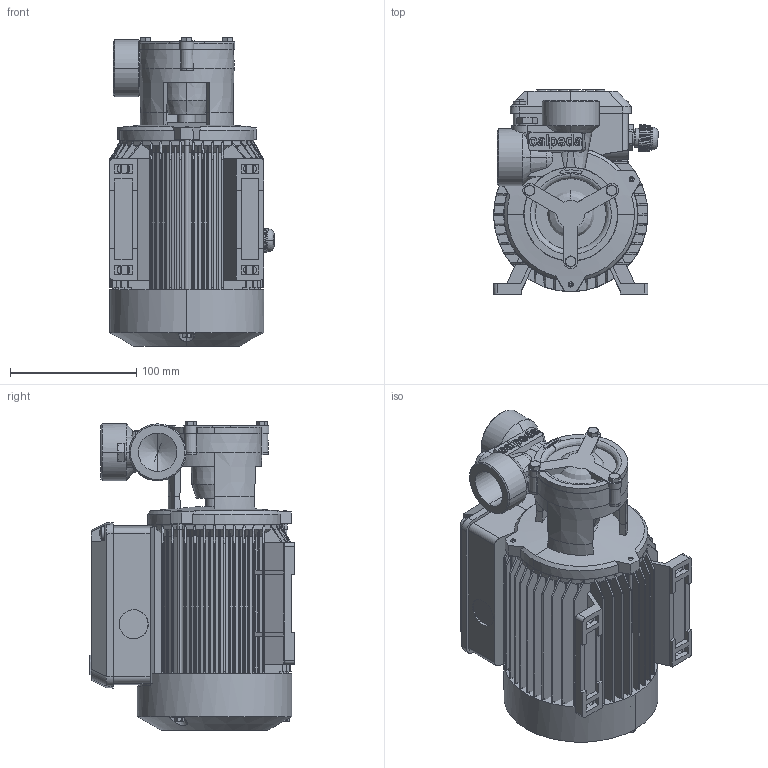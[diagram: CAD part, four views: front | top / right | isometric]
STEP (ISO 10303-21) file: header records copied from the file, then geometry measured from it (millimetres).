
FILE_DESCRIPTION (( 'STEP AP214' ), '1' );
FILE_NAME ('4_93_450_01_REV00.step', '2022-07-22T07:27:34', ( '' ), ( '' ), 'SwSTEP 2.0', 'SolidWorks 2020', '' );
FILE_SCHEMA (( 'AUTOMOTIVE_DESIGN' ));
Length unit declared in the file: millimetre
Products named in the file (2): 4_93_450_01_REV00; Copia di 4_93_450_01_REV01^4_93_450_01_REV00
Assembly tree (1 placements, depth 2):
  4_93_450_01_REV00
    Copia di 4_93_450_01_REV01^4_93_450_01_REV00
Bounding box: 130.25 x 161.7 x 244.3 mm (x, y, z)
Volume: 2638264.3 mm3; surface area: 426258.6 mm2
Topology: 17 solids, 17 shells, 2680 faces, 9575 edges, 7024 vertices
Faces by surface type: bspline 1138, plane 916, cylinder 385, cone 232, torus 5, sphere 4
Entity records: 119390 total; most frequent: CARTESIAN_POINT 42083, ORIENTED_EDGE 19142, DIRECTION 11683, EDGE_CURVE 9571, VERTEX_POINT 7024, LINE 6699, VECTOR 6699, EDGE_LOOP 2811
